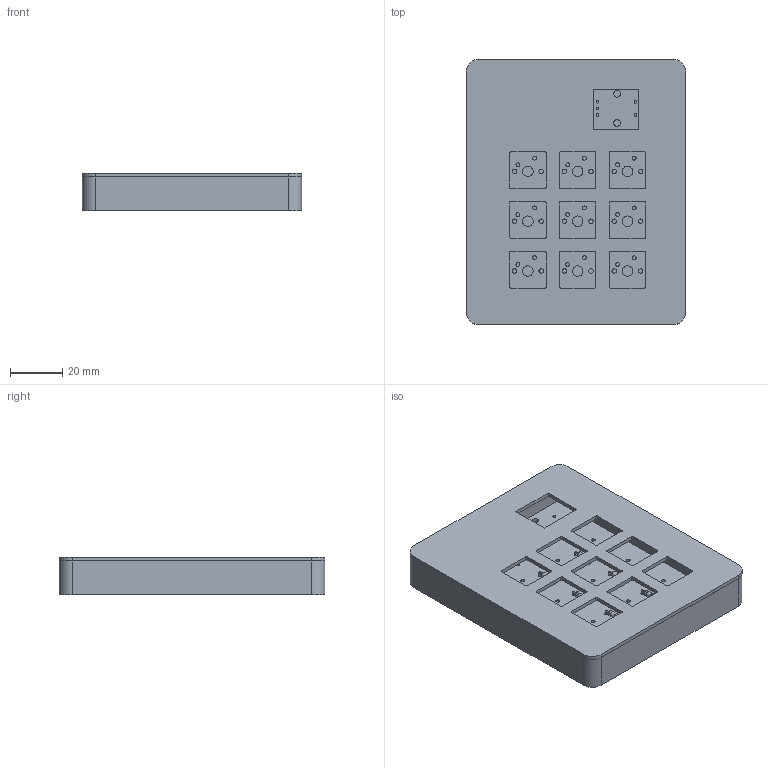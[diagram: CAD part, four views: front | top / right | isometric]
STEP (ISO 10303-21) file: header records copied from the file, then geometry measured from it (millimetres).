
FILE_DESCRIPTION(/* description */ (''),/* implementation_level */ '2;1');
FILE_NAME(/* name */ 'Case.step',/* time_stamp */ '2025-10-29T18:17:21+01:00',/* author */ (''),/* organization */ (''),/* preprocessor_version */ 'ST-DEVELOPER v20.1',/* originating_system */ 'Autodesk Translation Framework v14.17.0.0',/* authorisation */ '');
FILE_SCHEMA (('AUTOMOTIVE_DESIGN { 1 0 10303 214 3 1 1 }'));
Length unit declared in the file: millimetre
Products named in the file (5): 2025-10-29-17-41-00-936; 2025-10-29-15-33-16-478; 2025-10-29-15-33-16-480; 2025-10-29-15-33-16-479; 2025-10-29-17-13-12-054
Assembly tree (12 placements, depth 3):
  2025-10-29-17-41-00-936
    2025-10-29-15-33-16-478
      2025-10-29-15-33-16-479  x9
      2025-10-29-15-33-16-480
    2025-10-29-17-13-12-054
Bounding box: 83.91 x 101.61 x 14.52 mm (x, y, z)
Volume: 72086.8 mm3; surface area: 50701.7 mm2
Topology: 21 solids, 21 shells, 350 faces, 840 edges, 554 vertices
Faces by surface type: cylinder 190, plane 124, torus 36
Full cylindrical faces by diameter (mm): 0.5 x27, 0.8 x18, 0.889 x14, 1 x5, 1.5 x18, 1.7 x18, 2 x18, 2.02 x9, 2.6 x2, 3.4 x4, 4 x9, 6 x4
Entity records: 7875 total; most frequent: DIRECTION 1388, CARTESIAN_POINT 1265, ORIENTED_EDGE 1232, EDGE_CURVE 616, AXIS2_PLACEMENT_3D 533, EDGE_LOOP 424, VERTEX_POINT 410, LINE 322
